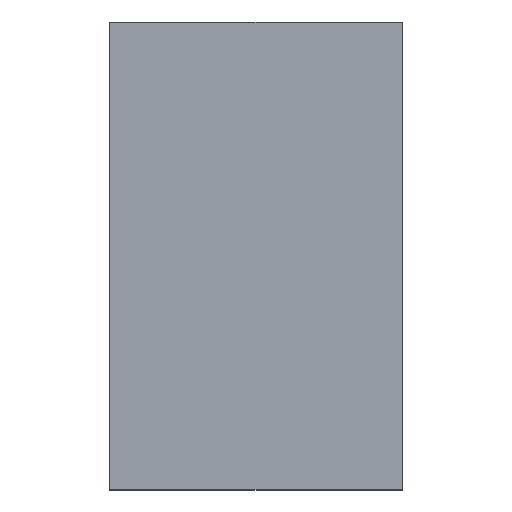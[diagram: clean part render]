
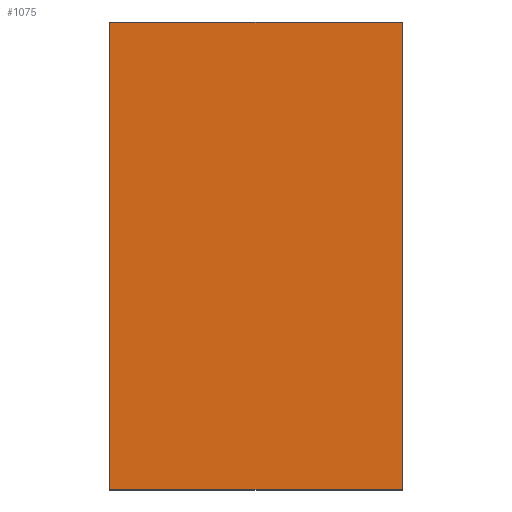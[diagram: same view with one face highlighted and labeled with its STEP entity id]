
A CAD part, top view. The second image highlights one B-rep face of the part: STEP entity #1075.
In plain terms, the highlighted planar face has unit normal (0, 0, 1).
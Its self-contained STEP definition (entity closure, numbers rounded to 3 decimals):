
#592 = VERTEX_POINT('',#593);
#593 = CARTESIAN_POINT('',(-50.,-80.,10.));
#601 = VERTEX_POINT('',#602);
#602 = CARTESIAN_POINT('',(-50.,80.,10.));
#608 = EDGE_CURVE('',#592,#601,#609,.T.);
#609 = LINE('',#610,#611);
#610 = CARTESIAN_POINT('',(-50.,-80.,10.));
#611 = VECTOR('',#612,1.);
#612 = DIRECTION('',(0.,1.,0.));
#624 = EDGE_CURVE('',#601,#625,#627,.T.);
#625 = VERTEX_POINT('',#626);
#626 = CARTESIAN_POINT('',(50.,80.,10.));
#627 = LINE('',#628,#629);
#628 = CARTESIAN_POINT('',(-50.,80.,10.));
#629 = VECTOR('',#630,1.);
#630 = DIRECTION('',(1.,0.,0.));
#648 = EDGE_CURVE('',#592,#649,#651,.T.);
#649 = VERTEX_POINT('',#650);
#650 = CARTESIAN_POINT('',(50.,-80.,10.));
#651 = LINE('',#652,#653);
#652 = CARTESIAN_POINT('',(-50.,-80.,10.));
#653 = VECTOR('',#654,1.);
#654 = DIRECTION('',(1.,0.,0.));
#673 = EDGE_CURVE('',#649,#625,#674,.T.);
#674 = LINE('',#675,#676);
#675 = CARTESIAN_POINT('',(50.,-80.,10.));
#676 = VECTOR('',#677,1.);
#677 = DIRECTION('',(0.,1.,0.));
#1075 = ADVANCED_FACE('',(#1076),#1082,.T.);
#1076 = FACE_BOUND('',#1077,.T.);
#1077 = EDGE_LOOP('',(#1078,#1079,#1080,#1081));
#1078 = ORIENTED_EDGE('',*,*,#608,.F.);
#1079 = ORIENTED_EDGE('',*,*,#648,.T.);
#1080 = ORIENTED_EDGE('',*,*,#673,.T.);
#1081 = ORIENTED_EDGE('',*,*,#624,.F.);
#1082 = PLANE('',#1083);
#1083 = AXIS2_PLACEMENT_3D('',#1084,#1085,#1086);
#1084 = CARTESIAN_POINT('',(-50.,-80.,10.));
#1085 = DIRECTION('',(0.,0.,1.));
#1086 = DIRECTION('',(1.,0.,0.));
